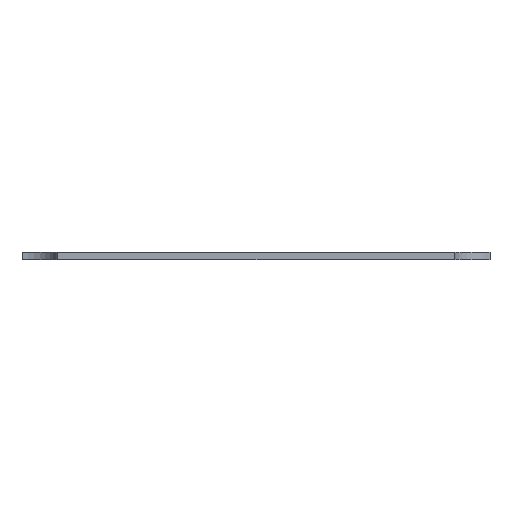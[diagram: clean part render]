
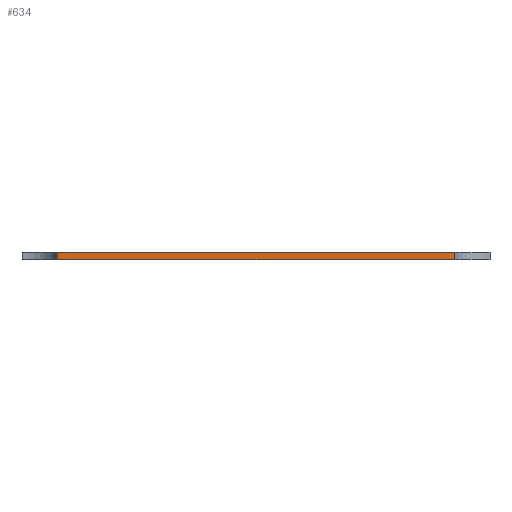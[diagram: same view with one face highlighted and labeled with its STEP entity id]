
A CAD part, front view. The second image highlights one B-rep face of the part: STEP entity #634.
In plain terms, the highlighted planar face has unit normal (0, -1, 0).
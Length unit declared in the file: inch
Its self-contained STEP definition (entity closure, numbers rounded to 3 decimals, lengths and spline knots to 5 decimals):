
#2 = AXIS2_PLACEMENT_3D ( 'NONE', #653, #158, #373 ) ;
#20 = ORIENTED_EDGE ( 'NONE', *, *, #597, .F. ) ;
#32 = VECTOR ( 'NONE', #154, 39.37008 ) ;
#96 = CARTESIAN_POINT ( 'NONE',  ( 1.806, -1.525, 0. ) ) ;
#107 = VECTOR ( 'NONE', #206, 39.37008 ) ;
#112 = ORIENTED_EDGE ( 'NONE', *, *, #422, .T. ) ;
#115 = EDGE_CURVE ( 'NONE', #668, #487, #535, .T. ) ;
#149 = VERTEX_POINT ( 'NONE', #539 ) ;
#154 = DIRECTION ( 'NONE',  ( 0., 0., -1. ) ) ;
#158 = DIRECTION ( 'NONE',  ( 0., -1., 0. ) ) ;
#164 = LINE ( 'NONE', #606, #32 ) ;
#177 = LINE ( 'NONE', #389, #382 ) ;
#206 = DIRECTION ( 'NONE',  ( 1., 0., 0. ) ) ;
#220 = DIRECTION ( 'NONE',  ( 0., 0., -1. ) ) ;
#252 = VERTEX_POINT ( 'NONE', #407 ) ;
#261 = CARTESIAN_POINT ( 'NONE',  ( 0., -1.525, 0.064 ) ) ;
#336 = VECTOR ( 'NONE', #220, 39.37008 ) ;
#339 = CARTESIAN_POINT ( 'NONE',  ( -1.806, -1.525, 0.064 ) ) ;
#373 = DIRECTION ( 'NONE',  ( 0., 0., -1. ) ) ;
#382 = VECTOR ( 'NONE', #501, 39.37008 ) ;
#389 = CARTESIAN_POINT ( 'NONE',  ( 1.806, -1.525, 0. ) ) ;
#394 = ORIENTED_EDGE ( 'NONE', *, *, #115, .F. ) ;
#407 = CARTESIAN_POINT ( 'NONE',  ( 1.806, -1.525, 0. ) ) ;
#422 = EDGE_CURVE ( 'NONE', #149, #252, #177, .T. ) ;
#429 = PLANE ( 'NONE',  #2 ) ;
#437 = CARTESIAN_POINT ( 'NONE',  ( 1.806, -1.525, 0.064 ) ) ;
#465 = EDGE_LOOP ( 'NONE', ( #112, #20, #394, #559 ) ) ;
#486 = FACE_OUTER_BOUND ( 'NONE', #465, .T. ) ;
#487 = VERTEX_POINT ( 'NONE', #437 ) ;
#501 = DIRECTION ( 'NONE',  ( 1., 0., 0. ) ) ;
#535 = LINE ( 'NONE', #261, #107 ) ;
#539 = CARTESIAN_POINT ( 'NONE',  ( -1.806, -1.525, 0. ) ) ;
#543 = LINE ( 'NONE', #96, #336 ) ;
#559 = ORIENTED_EDGE ( 'NONE', *, *, #608, .T. ) ;
#597 = EDGE_CURVE ( 'NONE', #487, #252, #543, .T. ) ;
#606 = CARTESIAN_POINT ( 'NONE',  ( -1.806, -1.525, 0. ) ) ;
#608 = EDGE_CURVE ( 'NONE', #668, #149, #164, .T. ) ;
#634 = ADVANCED_FACE ( 'NONE', ( #486 ), #429, .T. ) ;
#653 = CARTESIAN_POINT ( 'NONE',  ( 1.806, -1.525, 0. ) ) ;
#668 = VERTEX_POINT ( 'NONE', #339 ) ;
